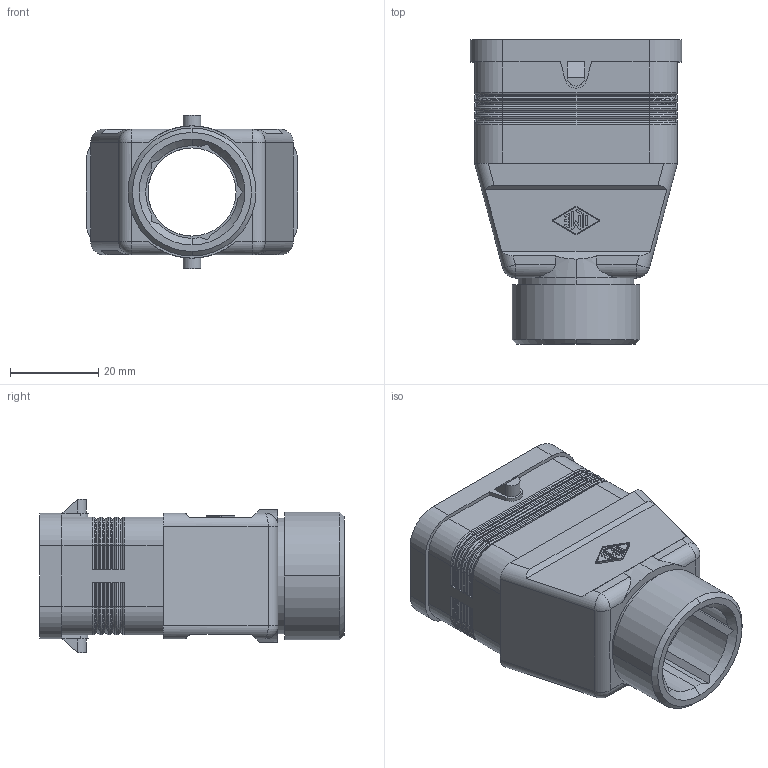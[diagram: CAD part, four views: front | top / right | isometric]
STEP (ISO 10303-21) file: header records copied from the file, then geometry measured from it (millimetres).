
FILE_DESCRIPTION(('CoCreate Modeling STEP Export'),'2;1');
FILE_NAME('CQ 08 V.stp','2009-03-13T15:38:06',(''),(''),'CoCreate Modeling STEP processor for AP214 (Solid Model)','CoCreate Modeling 16.00A 16-Aug-2008 (C) Parametric Technology GmbH','');
FILE_SCHEMA(('AUTOMOTIVE_DESIGN { 1 0 10303 214 1 1 1 1 }'));
Length unit declared in the file: millimetre
Products named in the file (2): CQ_08_V
Assembly tree (1 placements, depth 2):
  CQ_08_V
    CQ_08_V
Bounding box: 48 x 69 x 34.8 mm (x, y, z)
Volume: 23492 mm3; surface area: 19145.4 mm2
Topology: 1 solids, 1 shells, 474 faces, 1128 edges, 669 vertices
Faces by surface type: plane 184, cylinder 184, torus 66, cone 36, sphere 4
Entity records: 16540 total; most frequent: CARTESIAN_POINT 2683, ORIENTED_EDGE 2248, DIRECTION 1957, EDGE_CURVE 1124, AXIS2_PLACEMENT_3D 691, VERTEX_POINT 669, VECTOR 575, LINE 575
